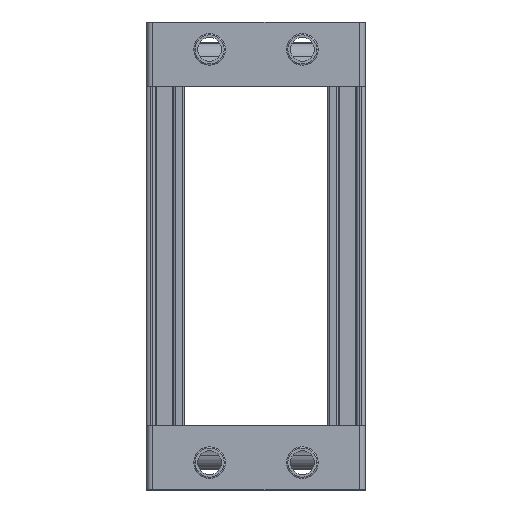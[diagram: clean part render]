
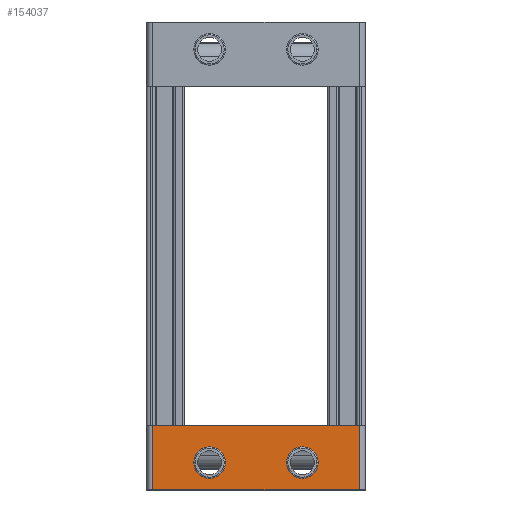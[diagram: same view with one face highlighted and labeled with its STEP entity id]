
A CAD part, left-side view. The second image highlights one B-rep face of the part: STEP entity #154037.
In plain terms, the highlighted planar face has unit normal (-1, 0, 0).
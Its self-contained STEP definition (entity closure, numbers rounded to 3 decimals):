
#598 = DIRECTION ( 'NONE',  ( 0., 0., 1. ) ) ;
#2088 = DIRECTION ( 'NONE',  ( 0., 0., 1. ) ) ;
#3312 = VECTOR ( 'NONE', #598, 1000. ) ;
#3672 = VERTEX_POINT ( 'NONE', #176746 ) ;
#9001 = ORIENTED_EDGE ( 'NONE', *, *, #69359, .T. ) ;
#9981 = CARTESIAN_POINT ( 'NONE',  ( -162.222, 71.389, -130.327 ) ) ;
#10598 = ORIENTED_EDGE ( 'NONE', *, *, #22787, .F. ) ;
#11213 = LINE ( 'NONE', #9981, #121539 ) ;
#12417 = EDGE_LOOP ( 'NONE', ( #10598, #84879, #33231, #18850 ) ) ;
#12635 = VERTEX_POINT ( 'NONE', #85534 ) ;
#18053 = CARTESIAN_POINT ( 'NONE',  ( -162.222, 95.914, -32.166 ) ) ;
#18850 = ORIENTED_EDGE ( 'NONE', *, *, #104136, .F. ) ;
#22787 = EDGE_CURVE ( 'NONE', #131863, #185754, #167343, .T. ) ;
#22963 = VECTOR ( 'NONE', #96170, 1000. ) ;
#29553 = LINE ( 'NONE', #81676, #22963 ) ;
#31611 = DIRECTION ( 'NONE',  ( 1., 0., 0. ) ) ;
#32558 = LINE ( 'NONE', #115092, #3312 ) ;
#33231 = ORIENTED_EDGE ( 'NONE', *, *, #60394, .T. ) ;
#37088 = VERTEX_POINT ( 'NONE', #115640 ) ;
#39019 = VECTOR ( 'NONE', #104261, 1000. ) ;
#50914 = DIRECTION ( 'NONE',  ( 1., 0., 0. ) ) ;
#51296 = CARTESIAN_POINT ( 'NONE',  ( -162.222, 71.389, -32.166 ) ) ;
#53187 = CARTESIAN_POINT ( 'NONE',  ( -162.222, 121.924, -130.327 ) ) ;
#54905 = EDGE_CURVE ( 'NONE', #100417, #134921, #152654, .T. ) ;
#58331 = CIRCLE ( 'NONE', #154170, 3.75 ) ;
#60394 = EDGE_CURVE ( 'NONE', #12635, #3672, #29553, .T. ) ;
#61351 = ORIENTED_EDGE ( 'NONE', *, *, #185000, .T. ) ;
#61784 = CARTESIAN_POINT ( 'NONE',  ( -162.222, 84.907, -40.866 ) ) ;
#62193 = ORIENTED_EDGE ( 'NONE', *, *, #54905, .T. ) ;
#63012 = ORIENTED_EDGE ( 'NONE', *, *, #104777, .T. ) ;
#64254 = DIRECTION ( 'NONE',  ( 1., 0., 0. ) ) ;
#69359 = EDGE_CURVE ( 'NONE', #82652, #37088, #103664, .T. ) ;
#73760 = DIRECTION ( 'NONE',  ( 1., 0., 0. ) ) ;
#74101 = AXIS2_PLACEMENT_3D ( 'NONE', #163020, #64254, #106452 ) ;
#76280 = FACE_OUTER_BOUND ( 'NONE', #12417, .T. ) ;
#78577 = CARTESIAN_POINT ( 'NONE',  ( -162.222, 84.907, -40.866 ) ) ;
#81676 = CARTESIAN_POINT ( 'NONE',  ( -162.222, 121.924, -47.366 ) ) ;
#82652 = VERTEX_POINT ( 'NONE', #181950 ) ;
#84817 = DIRECTION ( 'NONE',  ( 0., 0., -1. ) ) ;
#84879 = ORIENTED_EDGE ( 'NONE', *, *, #168278, .F. ) ;
#85534 = CARTESIAN_POINT ( 'NONE',  ( -162.222, 120.424, -47.366 ) ) ;
#88905 = CARTESIAN_POINT ( 'NONE',  ( -162.222, 106.907, -40.866 ) ) ;
#95958 = DIRECTION ( 'NONE',  ( -1., 0., 0. ) ) ;
#96170 = DIRECTION ( 'NONE',  ( 0., -1., 0. ) ) ;
#97942 = AXIS2_PLACEMENT_3D ( 'NONE', #88905, #31611, #2088 ) ;
#99968 = CARTESIAN_POINT ( 'NONE',  ( -162.222, 106.907, -37.116 ) ) ;
#100417 = VERTEX_POINT ( 'NONE', #161359 ) ;
#103664 = CIRCLE ( 'NONE', #126578, 3.75 ) ;
#104136 = EDGE_CURVE ( 'NONE', #185754, #3672, #11213, .T. ) ;
#104261 = DIRECTION ( 'NONE',  ( 0., -1., 0. ) ) ;
#104777 = EDGE_CURVE ( 'NONE', #37088, #82652, #58331, .T. ) ;
#106087 = PLANE ( 'NONE',  #125372 ) ;
#106452 = DIRECTION ( 'NONE',  ( 0., 0., 1. ) ) ;
#110406 = DIRECTION ( 'NONE',  ( 0., 0., 1. ) ) ;
#111169 = CARTESIAN_POINT ( 'NONE',  ( -162.222, 120.424, -32.166 ) ) ;
#115092 = CARTESIAN_POINT ( 'NONE',  ( -162.222, 120.424, -42.366 ) ) ;
#115640 = CARTESIAN_POINT ( 'NONE',  ( -162.222, 84.907, -37.116 ) ) ;
#116718 = FACE_BOUND ( 'NONE', #138960, .T. ) ;
#121539 = VECTOR ( 'NONE', #84817, 1000. ) ;
#125372 = AXIS2_PLACEMENT_3D ( 'NONE', #53187, #95958, #110406 ) ;
#126578 = AXIS2_PLACEMENT_3D ( 'NONE', #61784, #73760, #161207 ) ;
#129742 = CIRCLE ( 'NONE', #97942, 3.75 ) ;
#131863 = VERTEX_POINT ( 'NONE', #111169 ) ;
#134921 = VERTEX_POINT ( 'NONE', #99968 ) ;
#138960 = EDGE_LOOP ( 'NONE', ( #61351, #62193 ) ) ;
#147378 = EDGE_LOOP ( 'NONE', ( #63012, #9001 ) ) ;
#152654 = CIRCLE ( 'NONE', #74101, 3.75 ) ;
#154037 = ADVANCED_FACE ( 'NONE', ( #76280, #186484, #116718 ), #106087, .T. ) ;
#154170 = AXIS2_PLACEMENT_3D ( 'NONE', #78577, #50914, #179164 ) ;
#161207 = DIRECTION ( 'NONE',  ( 0., 0., 1. ) ) ;
#161359 = CARTESIAN_POINT ( 'NONE',  ( -162.222, 106.907, -44.616 ) ) ;
#163020 = CARTESIAN_POINT ( 'NONE',  ( -162.222, 106.907, -40.866 ) ) ;
#167343 = LINE ( 'NONE', #18053, #39019 ) ;
#168278 = EDGE_CURVE ( 'NONE', #12635, #131863, #32558, .T. ) ;
#176746 = CARTESIAN_POINT ( 'NONE',  ( -162.222, 71.389, -47.366 ) ) ;
#179164 = DIRECTION ( 'NONE',  ( 0., 0., 1. ) ) ;
#181950 = CARTESIAN_POINT ( 'NONE',  ( -162.222, 84.907, -44.616 ) ) ;
#185000 = EDGE_CURVE ( 'NONE', #134921, #100417, #129742, .T. ) ;
#185754 = VERTEX_POINT ( 'NONE', #51296 ) ;
#186484 = FACE_BOUND ( 'NONE', #147378, .T. ) ;
